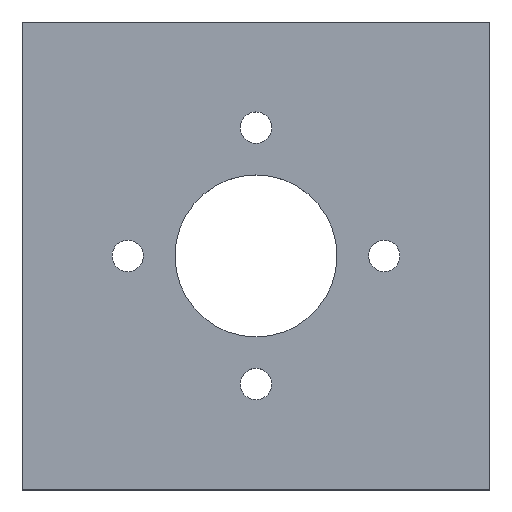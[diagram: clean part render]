
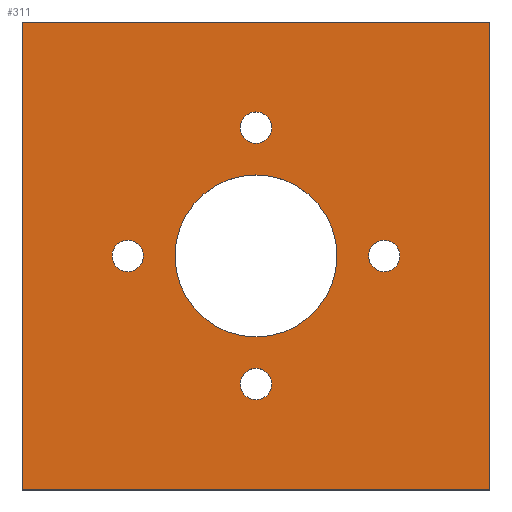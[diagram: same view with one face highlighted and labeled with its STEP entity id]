
A CAD part, top view. The second image highlights one B-rep face of the part: STEP entity #311.
In plain terms, the highlighted planar face has unit normal (0, 0, 1).
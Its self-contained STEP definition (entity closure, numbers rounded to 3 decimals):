
#27=FACE_BOUND('',#83,.T.);
#28=FACE_BOUND('',#84,.T.);
#29=FACE_BOUND('',#85,.T.);
#30=FACE_BOUND('',#86,.T.);
#31=FACE_BOUND('',#87,.T.);
#38=CIRCLE('',#345,0.875);
#39=CIRCLE('',#346,0.875);
#40=CIRCLE('',#347,0.875);
#41=CIRCLE('',#348,0.875);
#42=CIRCLE('',#349,4.5);
#63=FACE_OUTER_BOUND('',#82,.T.);
#82=EDGE_LOOP('',(#218,#219,#220,#221));
#83=EDGE_LOOP('',(#222));
#84=EDGE_LOOP('',(#223));
#85=EDGE_LOOP('',(#224));
#86=EDGE_LOOP('',(#225));
#87=EDGE_LOOP('',(#226));
#112=LINE('',#500,#130);
#113=LINE('',#502,#131);
#114=LINE('',#504,#132);
#115=LINE('',#505,#133);
#130=VECTOR('',#392,10.);
#131=VECTOR('',#393,10.);
#132=VECTOR('',#394,10.);
#133=VECTOR('',#395,10.);
#148=VERTEX_POINT('',#498);
#149=VERTEX_POINT('',#499);
#150=VERTEX_POINT('',#501);
#151=VERTEX_POINT('',#503);
#152=VERTEX_POINT('',#506);
#153=VERTEX_POINT('',#508);
#154=VERTEX_POINT('',#510);
#155=VERTEX_POINT('',#512);
#156=VERTEX_POINT('',#514);
#175=EDGE_CURVE('',#148,#149,#112,.T.);
#176=EDGE_CURVE('',#150,#148,#113,.T.);
#177=EDGE_CURVE('',#151,#150,#114,.T.);
#178=EDGE_CURVE('',#149,#151,#115,.T.);
#179=EDGE_CURVE('',#152,#152,#38,.T.);
#180=EDGE_CURVE('',#153,#153,#39,.T.);
#181=EDGE_CURVE('',#154,#154,#40,.T.);
#182=EDGE_CURVE('',#155,#155,#41,.T.);
#183=EDGE_CURVE('',#156,#156,#42,.T.);
#218=ORIENTED_EDGE('',*,*,#175,.F.);
#219=ORIENTED_EDGE('',*,*,#176,.F.);
#220=ORIENTED_EDGE('',*,*,#177,.F.);
#221=ORIENTED_EDGE('',*,*,#178,.F.);
#222=ORIENTED_EDGE('',*,*,#179,.F.);
#223=ORIENTED_EDGE('',*,*,#180,.F.);
#224=ORIENTED_EDGE('',*,*,#181,.F.);
#225=ORIENTED_EDGE('',*,*,#182,.F.);
#226=ORIENTED_EDGE('',*,*,#183,.F.);
#304=PLANE('',#344);
#311=ADVANCED_FACE('',(#63,#27,#28,#29,#30,#31),#304,.T.);
#344=AXIS2_PLACEMENT_3D('',#497,#390,#391);
#345=AXIS2_PLACEMENT_3D('',#507,#396,#397);
#346=AXIS2_PLACEMENT_3D('',#509,#398,#399);
#347=AXIS2_PLACEMENT_3D('',#511,#400,#401);
#348=AXIS2_PLACEMENT_3D('',#513,#402,#403);
#349=AXIS2_PLACEMENT_3D('',#515,#404,#405);
#390=DIRECTION('center_axis',(0.,0.,1.));
#391=DIRECTION('ref_axis',(-1.,0.,0.));
#392=DIRECTION('',(-1.,0.,0.));
#393=DIRECTION('',(0.,-1.,0.));
#394=DIRECTION('',(1.,0.,0.));
#395=DIRECTION('',(0.,1.,0.));
#396=DIRECTION('center_axis',(0.,0.,1.));
#397=DIRECTION('ref_axis',(1.,0.,0.));
#398=DIRECTION('center_axis',(0.,0.,1.));
#399=DIRECTION('ref_axis',(1.,0.,0.));
#400=DIRECTION('center_axis',(0.,0.,1.));
#401=DIRECTION('ref_axis',(1.,0.,0.));
#402=DIRECTION('center_axis',(0.,0.,1.));
#403=DIRECTION('ref_axis',(1.,0.,0.));
#404=DIRECTION('center_axis',(0.,0.,1.));
#405=DIRECTION('ref_axis',(1.,0.,0.));
#497=CARTESIAN_POINT('Origin',(13.,-13.,2.25));
#498=CARTESIAN_POINT('',(26.,-26.,2.25));
#499=CARTESIAN_POINT('',(0.,-26.,2.25));
#500=CARTESIAN_POINT('',(6.5,-26.,2.25));
#501=CARTESIAN_POINT('',(26.,0.,2.25));
#502=CARTESIAN_POINT('',(26.,-19.5,2.25));
#503=CARTESIAN_POINT('',(0.,0.,2.25));
#504=CARTESIAN_POINT('',(19.5,0.,2.25));
#505=CARTESIAN_POINT('',(0.,-6.5,2.25));
#506=CARTESIAN_POINT('',(12.125,-5.875,2.25));
#507=CARTESIAN_POINT('Origin',(13.,-5.875,2.25));
#508=CARTESIAN_POINT('',(12.125,-20.125,2.25));
#509=CARTESIAN_POINT('Origin',(13.,-20.125,2.25));
#510=CARTESIAN_POINT('',(19.25,-13.,2.25));
#511=CARTESIAN_POINT('Origin',(20.125,-13.,2.25));
#512=CARTESIAN_POINT('',(5.,-13.,2.25));
#513=CARTESIAN_POINT('Origin',(5.875,-13.,2.25));
#514=CARTESIAN_POINT('',(8.5,-13.,2.25));
#515=CARTESIAN_POINT('Origin',(13.,-13.,2.25));
